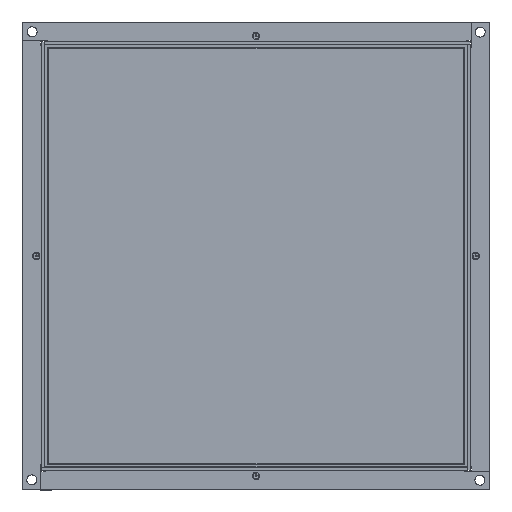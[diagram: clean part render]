
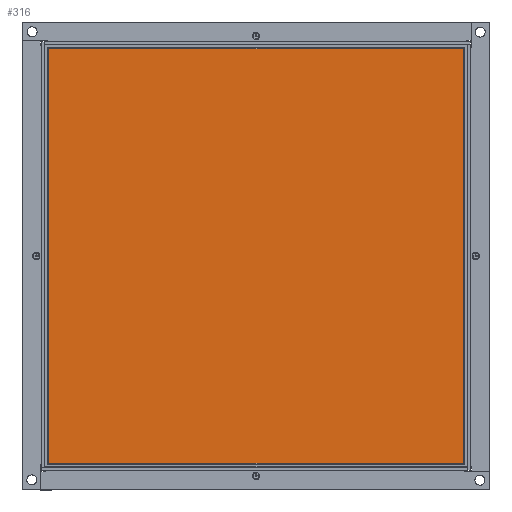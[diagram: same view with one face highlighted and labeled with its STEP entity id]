
A CAD part, top view. The second image highlights one B-rep face of the part: STEP entity #316.
In plain terms, the highlighted planar face has unit normal (0, 0, 1).
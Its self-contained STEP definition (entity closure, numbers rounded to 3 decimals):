
#316=ADVANCED_FACE('',(#591),#4228,.T.);
#591=FACE_OUTER_BOUND('',#887,.T.);
#887=EDGE_LOOP('',(#2113,#2114,#2115,#2116));
#2113=ORIENTED_EDGE('',*,*,#2833,.T.);
#2114=ORIENTED_EDGE('',*,*,#2834,.T.);
#2115=ORIENTED_EDGE('',*,*,#2835,.T.);
#2116=ORIENTED_EDGE('',*,*,#2836,.T.);
#2833=EDGE_CURVE('',#3929,#3930,#3509,.T.);
#2834=EDGE_CURVE('',#3930,#3931,#3510,.T.);
#2835=EDGE_CURVE('',#3931,#3932,#3511,.T.);
#2836=EDGE_CURVE('',#3932,#3929,#3512,.T.);
#3509=B_SPLINE_CURVE_WITH_KNOTS('',1,(#8148,#8149),.UNSPECIFIED.,.F.,.F.,
(2,2),(-375.,0.),.UNSPECIFIED.);
#3510=B_SPLINE_CURVE_WITH_KNOTS('',1,(#8150,#8151),.UNSPECIFIED.,.F.,.F.,
(2,2),(-375.,0.),.UNSPECIFIED.);
#3511=B_SPLINE_CURVE_WITH_KNOTS('',1,(#8152,#8153),.UNSPECIFIED.,.F.,.F.,
(2,2),(-375.,0.),.UNSPECIFIED.);
#3512=B_SPLINE_CURVE_WITH_KNOTS('',1,(#8154,#8155),.UNSPECIFIED.,.F.,.F.,
(2,2),(-375.,0.),.UNSPECIFIED.);
#3929=VERTEX_POINT('',#8140);
#3930=VERTEX_POINT('',#8141);
#3931=VERTEX_POINT('',#8142);
#3932=VERTEX_POINT('',#8143);
#4228=PLANE('',#4600);
#4600=AXIS2_PLACEMENT_3D('',#8134,#4801,$);
#4801=DIRECTION('',(0.,0.,1.));
#8134=CARTESIAN_POINT('',(-13.101,-216.501,6.));
#8140=CARTESIAN_POINT('',(399.4,-179.,6.));
#8141=CARTESIAN_POINT('',(399.4,196.,6.));
#8142=CARTESIAN_POINT('',(24.4,196.,6.));
#8143=CARTESIAN_POINT('',(24.4,-179.,6.));
#8148=CARTESIAN_POINT('',(399.4,-179.,6.));
#8149=CARTESIAN_POINT('',(399.4,196.,6.));
#8150=CARTESIAN_POINT('',(399.4,196.,6.));
#8151=CARTESIAN_POINT('',(24.4,196.,6.));
#8152=CARTESIAN_POINT('',(24.4,196.,6.));
#8153=CARTESIAN_POINT('',(24.4,-179.,6.));
#8154=CARTESIAN_POINT('',(24.4,-179.,6.));
#8155=CARTESIAN_POINT('',(399.4,-179.,6.));
